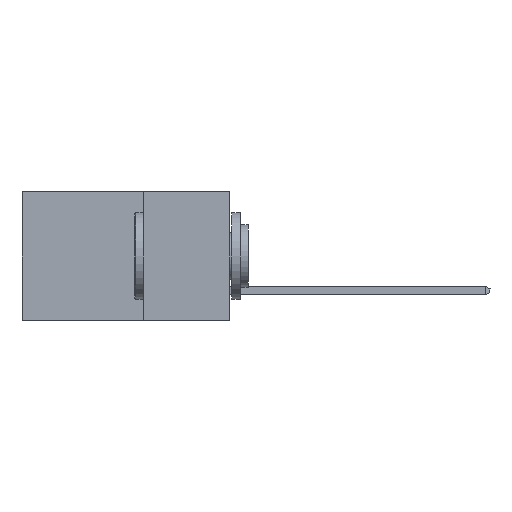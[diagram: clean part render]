
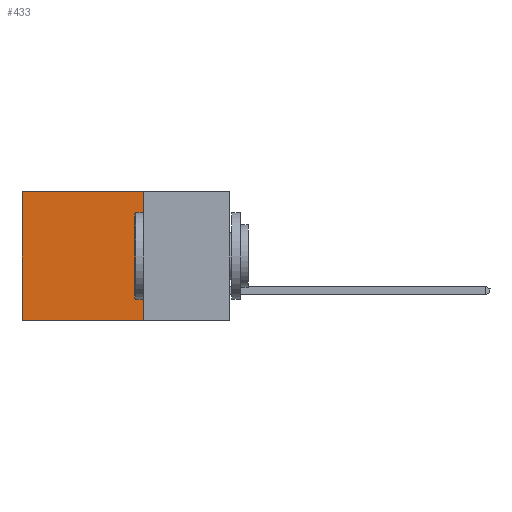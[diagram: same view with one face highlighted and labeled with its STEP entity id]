
A CAD part, left-side view. The second image highlights one B-rep face of the part: STEP entity #433.
In plain terms, the highlighted planar face has unit normal (-1, 0, 0).
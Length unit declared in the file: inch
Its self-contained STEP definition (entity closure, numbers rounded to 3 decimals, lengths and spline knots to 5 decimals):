
#433 = ADVANCED_FACE ( 'NONE', ( #5557 ), #659, .F. ) ;
#466 = CARTESIAN_POINT ( 'NONE',  ( 0.2615, 0.25, -0.37 ) ) ;
#659 = PLANE ( 'NONE',  #1833 ) ;
#1568 = DIRECTION ( 'NONE',  ( 0., 1., 0. ) ) ;
#1639 = EDGE_CURVE ( 'NONE', #12836, #10714, #4964, .T. ) ;
#1833 = AXIS2_PLACEMENT_3D ( 'NONE', #5416, #10098, #10244 ) ;
#1892 = VECTOR ( 'NONE', #8523, 39.37008 ) ;
#2422 = EDGE_CURVE ( 'NONE', #11206, #12836, #4988, .T. ) ;
#2645 = VECTOR ( 'NONE', #7392, 39.37008 ) ;
#3027 = ORIENTED_EDGE ( 'NONE', *, *, #1639, .T. ) ;
#4143 = CARTESIAN_POINT ( 'NONE',  ( 0.2615, 0.6, 0. ) ) ;
#4430 = EDGE_LOOP ( 'NONE', ( #3027, #7862, #6026, #13654 ) ) ;
#4647 = CARTESIAN_POINT ( 'NONE',  ( 0.2615, 0.6, -0.37 ) ) ;
#4964 = LINE ( 'NONE', #9586, #1892 ) ;
#4988 = LINE ( 'NONE', #12227, #5402 ) ;
#5402 = VECTOR ( 'NONE', #1568, 39.37008 ) ;
#5416 = CARTESIAN_POINT ( 'NONE',  ( 0.2615, 0.25, -0.37 ) ) ;
#5435 = CARTESIAN_POINT ( 'NONE',  ( 0.2615, 0.25, -0.37 ) ) ;
#5557 = FACE_OUTER_BOUND ( 'NONE', #4430, .T. ) ;
#6026 = ORIENTED_EDGE ( 'NONE', *, *, #13800, .F. ) ;
#6291 = LINE ( 'NONE', #466, #2645 ) ;
#6608 = DIRECTION ( 'NONE',  ( 0., 0., -1. ) ) ;
#7392 = DIRECTION ( 'NONE',  ( 0., 1., 0. ) ) ;
#7847 = CARTESIAN_POINT ( 'NONE',  ( 0.2615, 0.25, -0.37 ) ) ;
#7862 = ORIENTED_EDGE ( 'NONE', *, *, #13631, .F. ) ;
#7936 = VERTEX_POINT ( 'NONE', #5435 ) ;
#8523 = DIRECTION ( 'NONE',  ( 0., 0., -1. ) ) ;
#9586 = CARTESIAN_POINT ( 'NONE',  ( 0.2615, 0.6, -0.37 ) ) ;
#10042 = VECTOR ( 'NONE', #6608, 39.37008 ) ;
#10098 = DIRECTION ( 'NONE',  ( 1., 0., 0. ) ) ;
#10244 = DIRECTION ( 'NONE',  ( 0., 0., -1. ) ) ;
#10714 = VERTEX_POINT ( 'NONE', #4647 ) ;
#11206 = VERTEX_POINT ( 'NONE', #12192 ) ;
#12192 = CARTESIAN_POINT ( 'NONE',  ( 0.2615, 0.25, 0. ) ) ;
#12227 = CARTESIAN_POINT ( 'NONE',  ( 0.2615, 0.25, 0. ) ) ;
#12836 = VERTEX_POINT ( 'NONE', #4143 ) ;
#13631 = EDGE_CURVE ( 'NONE', #7936, #10714, #6291, .T. ) ;
#13654 = ORIENTED_EDGE ( 'NONE', *, *, #2422, .T. ) ;
#13800 = EDGE_CURVE ( 'NONE', #11206, #7936, #14108, .T. ) ;
#14108 = LINE ( 'NONE', #7847, #10042 ) ;
